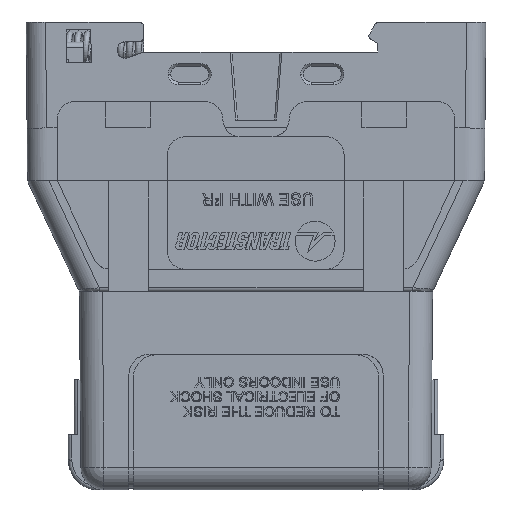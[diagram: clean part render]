
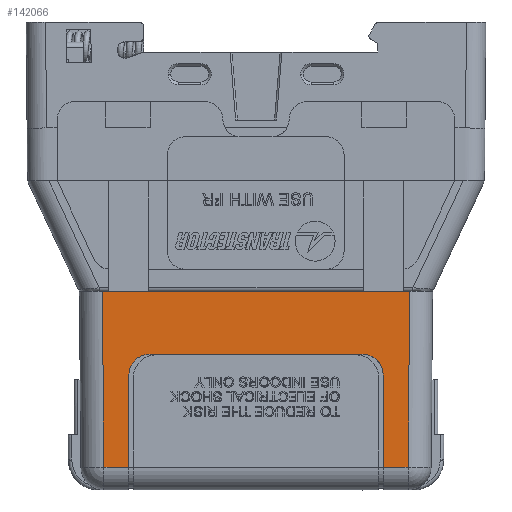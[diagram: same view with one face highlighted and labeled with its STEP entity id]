
A CAD part, front view. The second image highlights one B-rep face of the part: STEP entity #142066.
In plain terms, the highlighted face is planar.
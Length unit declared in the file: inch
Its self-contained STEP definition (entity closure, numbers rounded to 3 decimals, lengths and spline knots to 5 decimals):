
#2160 =( BOUNDED_CURVE ( )  B_SPLINE_CURVE ( 3, ( #26054, #104172, #122235, #138722 ),
 .UNSPECIFIED., .F., .T. ) 
 B_SPLINE_CURVE_WITH_KNOTS ( ( 4, 4 ),
 ( 3.14159, 4.71239 ),
 .UNSPECIFIED. ) 
 CURVE ( )  GEOMETRIC_REPRESENTATION_ITEM ( )  RATIONAL_B_SPLINE_CURVE ( ( 1., 0.805, 0.805, 1. ) ) 
 REPRESENTATION_ITEM ( '' )  );
#3002 = CARTESIAN_POINT ( 'NONE',  ( 0.72, 0.49585, -0.475 ) ) ;
#3141 = ORIENTED_EDGE ( 'NONE', *, *, #27395, .T. ) ;
#7925 = ORIENTED_EDGE ( 'NONE', *, *, #70770, .T. ) ;
#10722 = VECTOR ( 'NONE', #48172, 39.37008 ) ;
#20676 = CARTESIAN_POINT ( 'NONE',  ( -0.72, 0.4969, -0.355 ) ) ;
#22522 = ORIENTED_EDGE ( 'NONE', *, *, #130990, .T. ) ;
#26054 = CARTESIAN_POINT ( 'NONE',  ( -0.6, 0.4969, -0.355 ) ) ;
#27395 = EDGE_CURVE ( 'NONE', #84516, #100702, #216900, .T. ) ;
#27775 = LINE ( 'NONE', #140875, #142415 ) ;
#28957 = EDGE_CURVE ( 'Edge2', #49194, #48914, #224124, .T. ) ;
#29752 = DIRECTION ( 'NONE',  ( -1., 0., 0. ) ) ;
#37826 = EDGE_CURVE ( 'NONE', #154808, #228030, #2160, .T. ) ;
#38337 = EDGE_CURVE ( 'NONE', #152514, #160832, #69986, .T. ) ;
#42183 = EDGE_CURVE ( 'NONE', #48914, #111522, #142712, .T. ) ;
#43946 = EDGE_CURVE ( 'NONE', #154808, #100702, #168195, .T. ) ;
#45555 = CARTESIAN_POINT ( 'NONE',  ( -1., 0.5, 0. ) ) ;
#48172 = DIRECTION ( 'NONE',  ( -0.009, 0.009, 1. ) ) ;
#48914 = VERTEX_POINT ( 'NONE', #232678 ) ;
#49194 = VERTEX_POINT ( 'NONE', #77359 ) ;
#55287 = CARTESIAN_POINT ( 'NONE',  ( -0.72, 0.4969, -0.355 ) ) ;
#67053 = DIRECTION ( 'NONE',  ( -0.009, -0.009, -1. ) ) ;
#68769 = CARTESIAN_POINT ( 'NONE',  ( -0.72, 0.49585, -0.475 ) ) ;
#69986 = LINE ( 'NONE', #105375, #167029 ) ;
#70770 = EDGE_CURVE ( 'NONE', #160832, #49194, #72688, .T. ) ;
#72688 = LINE ( 'NONE', #197526, #10722 ) ;
#73591 = CARTESIAN_POINT ( 'NONE',  ( -0.6, 0.4969, -0.355 ) ) ;
#77359 = CARTESIAN_POINT ( 'NONE',  ( -0.87, 0.5, 0. ) ) ;
#77448 = DIRECTION ( 'NONE',  ( 0., -0.009, -1. ) ) ;
#78332 = DIRECTION ( 'NONE',  ( -1., 0., 0. ) ) ;
#82622 = DIRECTION ( 'NONE',  ( 0., 0.009, 1. ) ) ;
#83439 = DIRECTION ( 'NONE',  ( 0., 1., -0.009 ) ) ;
#84516 = VERTEX_POINT ( 'NONE', #231848 ) ;
#87170 = ORIENTED_EDGE ( 'NONE', *, *, #38337, .T. ) ;
#90274 = LINE ( 'NONE', #20676, #134301 ) ;
#90763 = DIRECTION ( 'NONE',  ( 1., 0., 0. ) ) ;
#91612 = VECTOR ( 'NONE', #78332, 39.37008 ) ;
#100702 = VERTEX_POINT ( 'NONE', #200636 ) ;
#103106 = VERTEX_POINT ( 'NONE', #110560 ) ;
#103298 = LINE ( 'NONE', #190673, #91612 ) ;
#103360 = CARTESIAN_POINT ( 'NONE',  ( -0.72, 0.49131, -0.99613 ) ) ;
#104172 = CARTESIAN_POINT ( 'NONE',  ( -0.67029, 0.4969, -0.355 ) ) ;
#105375 = CARTESIAN_POINT ( 'NONE',  ( -1., 0.49131, -0.99613 ) ) ;
#107120 = EDGE_LOOP ( 'NONE', ( #122091, #209633, #235494, #87170, #7925, #228453, #197123, #22522, #188312, #3141 ) ) ;
#110560 = CARTESIAN_POINT ( 'NONE',  ( 0.72, 0.49131, -0.99613 ) ) ;
#111522 = VERTEX_POINT ( 'NONE', #146682 ) ;
#114971 = CARTESIAN_POINT ( 'NONE',  ( 0.6, 0.4969, -0.355 ) ) ;
#115758 = CARTESIAN_POINT ( 'NONE',  ( 0.67029, 0.4969, -0.355 ) ) ;
#122091 = ORIENTED_EDGE ( 'NONE', *, *, #43946, .F. ) ;
#122235 = CARTESIAN_POINT ( 'NONE',  ( -0.72, 0.49647, -0.40471 ) ) ;
#128187 = FACE_OUTER_BOUND ( 'NONE', #107120, .T. ) ;
#130990 = EDGE_CURVE ( 'NONE', #111522, #103106, #103298, .T. ) ;
#134301 = VECTOR ( 'NONE', #77448, 39.37008 ) ;
#138722 = CARTESIAN_POINT ( 'NONE',  ( -0.72, 0.49585, -0.475 ) ) ;
#140875 = CARTESIAN_POINT ( 'NONE',  ( 0.72, 0.4969, -0.355 ) ) ;
#142066 = ADVANCED_FACE ( 'Face8', ( #128187 ), #194955, .T. ) ;
#142415 = VECTOR ( 'NONE', #159672, 39.37008 ) ;
#142712 = LINE ( 'NONE', #235290, #207233 ) ;
#146447 = DIRECTION ( 'NONE',  ( 1., 0., 0. ) ) ;
#146682 = CARTESIAN_POINT ( 'NONE',  ( 0.86131, 0.49131, -0.99613 ) ) ;
#150578 = VECTOR ( 'NONE', #146447, 39.37008 ) ;
#150606 = VECTOR ( 'NONE', #90763, 39.37008 ) ;
#152514 = VERTEX_POINT ( 'NONE', #103360 ) ;
#153460 = CARTESIAN_POINT ( 'NONE',  ( 0.72, 0.49647, -0.40471 ) ) ;
#154808 = VERTEX_POINT ( 'NONE', #73591 ) ;
#159672 = DIRECTION ( 'NONE',  ( 0., -0.009, -1. ) ) ;
#160832 = VERTEX_POINT ( 'NONE', #222389 ) ;
#167029 = VECTOR ( 'NONE', #29752, 39.37008 ) ;
#168195 = LINE ( 'NONE', #55287, #150578 ) ;
#188312 = ORIENTED_EDGE ( 'NONE', *, *, #242541, .F. ) ;
#190673 = CARTESIAN_POINT ( 'NONE',  ( -1., 0.49131, -0.99613 ) ) ;
#194955 = PLANE ( 'NONE',  #240876 ) ;
#197123 = ORIENTED_EDGE ( 'NONE', *, *, #42183, .T. ) ;
#197526 = CARTESIAN_POINT ( 'NONE',  ( -0.87001, 0.50001, 0.00113 ) ) ;
#200636 = CARTESIAN_POINT ( 'NONE',  ( 0.6, 0.4969, -0.355 ) ) ;
#201465 = CARTESIAN_POINT ( 'NONE',  ( -1., 0.5, 0. ) ) ;
#207233 = VECTOR ( 'NONE', #67053, 39.37008 ) ;
#209633 = ORIENTED_EDGE ( 'NONE', *, *, #37826, .T. ) ;
#214631 = EDGE_CURVE ( 'NONE', #228030, #152514, #90274, .T. ) ;
#216900 =( BOUNDED_CURVE ( )  B_SPLINE_CURVE ( 3, ( #3002, #153460, #115758, #114971 ),
 .UNSPECIFIED., .F., .T. ) 
 B_SPLINE_CURVE_WITH_KNOTS ( ( 4, 4 ),
 ( 4.71239, 6.28319 ),
 .UNSPECIFIED. ) 
 CURVE ( )  GEOMETRIC_REPRESENTATION_ITEM ( )  RATIONAL_B_SPLINE_CURVE ( ( 1., 0.805, 0.805, 1. ) ) 
 REPRESENTATION_ITEM ( '' )  );
#222389 = CARTESIAN_POINT ( 'NONE',  ( -0.86131, 0.49131, -0.99613 ) ) ;
#224124 = LINE ( 'NONE', #201465, #150606 ) ;
#228030 = VERTEX_POINT ( 'NONE', #68769 ) ;
#228453 = ORIENTED_EDGE ( 'NONE', *, *, #28957, .T. ) ;
#231848 = CARTESIAN_POINT ( 'NONE',  ( 0.72, 0.49585, -0.475 ) ) ;
#232678 = CARTESIAN_POINT ( 'NONE',  ( 0.87, 0.5, 0. ) ) ;
#235290 = CARTESIAN_POINT ( 'NONE',  ( 0.8602, 0.49019, -1.12387 ) ) ;
#235494 = ORIENTED_EDGE ( 'NONE', *, *, #214631, .T. ) ;
#240876 = AXIS2_PLACEMENT_3D ( 'NONE', #45555, #83439, #82622 ) ;
#242541 = EDGE_CURVE ( 'NONE', #84516, #103106, #27775, .T. ) ;
